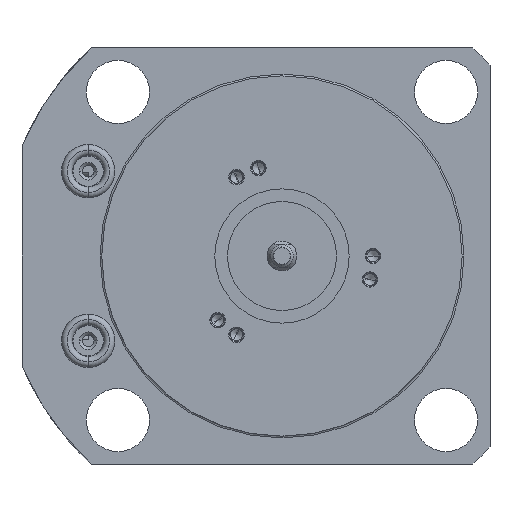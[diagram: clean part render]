
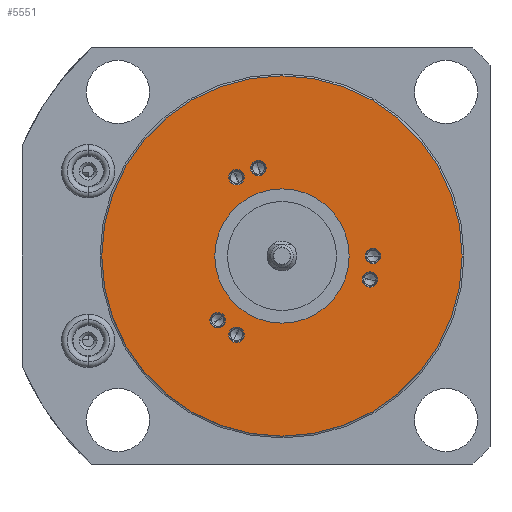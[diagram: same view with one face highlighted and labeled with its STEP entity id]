
A CAD part, front view. The second image highlights one B-rep face of the part: STEP entity #5551.
In plain terms, the highlighted planar face has unit normal (0, -1, 0).
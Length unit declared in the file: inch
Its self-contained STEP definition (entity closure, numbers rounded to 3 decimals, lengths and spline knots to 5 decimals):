
#2245=CARTESIAN_POINT('',(0.,0.,0.));
#2246=DIRECTION('',(0.,-1.,0.));
#2247=DIRECTION('',(0.,0.,1.));
#2248=AXIS2_PLACEMENT_3D('',#2245,#2246,#2247);
#2253=CARTESIAN_POINT('',(0.,0.,0.));
#2254=DIRECTION('',(0.,-1.,0.));
#2255=DIRECTION('',(0.,0.,-1.));
#2256=AXIS2_PLACEMENT_3D('',#2253,#2254,#2255);
#2277=CARTESIAN_POINT('',(0.765,0.,0.));
#2278=DIRECTION('',(0.,-1.,0.));
#2279=DIRECTION('',(-1.,0.,0.));
#2280=AXIS2_PLACEMENT_3D('',#2277,#2278,#2279);
#2285=CARTESIAN_POINT('',(0.765,0.,0.));
#2286=DIRECTION('',(0.,-1.,0.));
#2287=DIRECTION('',(1.,0.,0.));
#2288=AXIS2_PLACEMENT_3D('',#2285,#2286,#2287);
#2293=CARTESIAN_POINT('',(0.73893,0.,-0.198));
#2294=DIRECTION('',(0.,-1.,0.));
#2295=DIRECTION('',(-0.966,0.,0.259));
#2296=AXIS2_PLACEMENT_3D('',#2293,#2294,#2295);
#2301=CARTESIAN_POINT('',(0.73893,0.,-0.198));
#2302=DIRECTION('',(0.,-1.,0.));
#2303=DIRECTION('',(0.966,0.,-0.259));
#2304=AXIS2_PLACEMENT_3D('',#2301,#2302,#2303);
#2309=CARTESIAN_POINT('',(-0.3825,0.,-0.66251));
#2310=DIRECTION('',(0.,-1.,0.));
#2311=DIRECTION('',(0.5,0.,0.866));
#2312=AXIS2_PLACEMENT_3D('',#2309,#2310,#2311);
#2317=CARTESIAN_POINT('',(-0.3825,0.,-0.66251));
#2318=DIRECTION('',(0.,-1.,0.));
#2319=DIRECTION('',(-0.5,0.,-0.866));
#2320=AXIS2_PLACEMENT_3D('',#2317,#2318,#2319);
#2325=CARTESIAN_POINT('',(-0.54094,0.,-0.54094));
#2326=DIRECTION('',(0.,-1.,0.));
#2327=DIRECTION('',(0.707,0.,0.707));
#2328=AXIS2_PLACEMENT_3D('',#2325,#2326,#2327);
#2333=CARTESIAN_POINT('',(-0.54094,0.,-0.54094));
#2334=DIRECTION('',(0.,-1.,0.));
#2335=DIRECTION('',(-0.707,0.,-0.707));
#2336=AXIS2_PLACEMENT_3D('',#2333,#2334,#2335);
#2341=CARTESIAN_POINT('',(-0.3825,0.,0.66251));
#2342=DIRECTION('',(0.,-1.,0.));
#2343=DIRECTION('',(0.5,0.,-0.866));
#2344=AXIS2_PLACEMENT_3D('',#2341,#2342,#2343);
#2349=CARTESIAN_POINT('',(-0.3825,0.,0.66251));
#2350=DIRECTION('',(0.,-1.,0.));
#2351=DIRECTION('',(-0.5,0.,0.866));
#2352=AXIS2_PLACEMENT_3D('',#2349,#2350,#2351);
#2357=CARTESIAN_POINT('',(-0.198,0.,0.73893));
#2358=DIRECTION('',(0.,-1.,0.));
#2359=DIRECTION('',(0.259,0.,-0.966));
#2360=AXIS2_PLACEMENT_3D('',#2357,#2358,#2359);
#2365=CARTESIAN_POINT('',(-0.198,0.,0.73893));
#2366=DIRECTION('',(0.,-1.,0.));
#2367=DIRECTION('',(-0.259,0.,0.966));
#2368=AXIS2_PLACEMENT_3D('',#2365,#2366,#2367);
#2389=CARTESIAN_POINT('',(0.,0.,0.));
#2390=DIRECTION('',(0.,1.,0.));
#2391=DIRECTION('',(0.,0.,1.));
#2392=AXIS2_PLACEMENT_3D('',#2389,#2390,#2391);
#2397=CARTESIAN_POINT('',(0.,0.,0.));
#2398=DIRECTION('',(0.,1.,0.));
#2399=DIRECTION('',(0.,0.,-1.));
#2400=AXIS2_PLACEMENT_3D('',#2397,#2398,#2399);
#3249=CARTESIAN_POINT('',(0.,0.,1.5155));
#3250=CARTESIAN_POINT('',(0.,0.,-1.5155));
#3251=VERTEX_POINT('',#3249);
#3252=VERTEX_POINT('',#3250);
#3621=CARTESIAN_POINT('',(0.7,0.,0.));
#3622=CARTESIAN_POINT('',(0.83,0.,0.));
#3623=VERTEX_POINT('',#3621);
#3624=VERTEX_POINT('',#3622);
#3635=CARTESIAN_POINT('',(0.67615,0.,-0.18117));
#3636=VERTEX_POINT('',#3635);
#3637=CARTESIAN_POINT('',(0.80172,0.,-0.21482));
#3638=VERTEX_POINT('',#3637);
#3649=CARTESIAN_POINT('',(-0.35,0.,-0.60622));
#3650=VERTEX_POINT('',#3649);
#3651=CARTESIAN_POINT('',(-0.415,0.,-0.7188));
#3652=VERTEX_POINT('',#3651);
#3663=CARTESIAN_POINT('',(-0.49497,0.,-0.49497));
#3664=VERTEX_POINT('',#3663);
#3665=CARTESIAN_POINT('',(-0.5869,0.,-0.5869));
#3666=VERTEX_POINT('',#3665);
#3677=CARTESIAN_POINT('',(-0.35,0.,0.60622));
#3678=VERTEX_POINT('',#3677);
#3679=CARTESIAN_POINT('',(-0.415,0.,0.7188));
#3680=VERTEX_POINT('',#3679);
#3691=CARTESIAN_POINT('',(-0.18117,0.,0.67615));
#3692=VERTEX_POINT('',#3691);
#3693=CARTESIAN_POINT('',(-0.21482,0.,0.80172));
#3694=VERTEX_POINT('',#3693);
#3707=CARTESIAN_POINT('',(0.,0.,0.565));
#3708=CARTESIAN_POINT('',(0.,0.,-0.565));
#3709=VERTEX_POINT('',#3707);
#3710=VERTEX_POINT('',#3708);
#5500=CARTESIAN_POINT('',(0.,0.,0.));
#5501=DIRECTION('',(0.,1.,0.));
#5502=DIRECTION('',(0.,0.,1.));
#5503=AXIS2_PLACEMENT_3D('',#5500,#5501,#5502);
#5504=PLANE('',#5503);
#5505=ORIENTED_EDGE('',*,*,#5480,.F.);
#5506=ORIENTED_EDGE('',*,*,#5494,.F.);
#5507=EDGE_LOOP('',(#5505,#5506));
#5508=FACE_OUTER_BOUND('',#5507,.F.);
#5510=ORIENTED_EDGE('',*,*,#5509,.T.);
#5512=ORIENTED_EDGE('',*,*,#5511,.T.);
#5513=EDGE_LOOP('',(#5510,#5512));
#5514=FACE_BOUND('',#5513,.F.);
#5516=ORIENTED_EDGE('',*,*,#5515,.T.);
#5518=ORIENTED_EDGE('',*,*,#5517,.T.);
#5519=EDGE_LOOP('',(#5516,#5518));
#5520=FACE_BOUND('',#5519,.F.);
#5522=ORIENTED_EDGE('',*,*,#5521,.T.);
#5524=ORIENTED_EDGE('',*,*,#5523,.T.);
#5525=EDGE_LOOP('',(#5522,#5524));
#5526=FACE_BOUND('',#5525,.F.);
#5528=ORIENTED_EDGE('',*,*,#5527,.T.);
#5530=ORIENTED_EDGE('',*,*,#5529,.T.);
#5531=EDGE_LOOP('',(#5528,#5530));
#5532=FACE_BOUND('',#5531,.F.);
#5534=ORIENTED_EDGE('',*,*,#5533,.T.);
#5536=ORIENTED_EDGE('',*,*,#5535,.T.);
#5537=EDGE_LOOP('',(#5534,#5536));
#5538=FACE_BOUND('',#5537,.F.);
#5540=ORIENTED_EDGE('',*,*,#5539,.T.);
#5542=ORIENTED_EDGE('',*,*,#5541,.T.);
#5543=EDGE_LOOP('',(#5540,#5542));
#5544=FACE_BOUND('',#5543,.F.);
#5546=ORIENTED_EDGE('',*,*,#5545,.F.);
#5548=ORIENTED_EDGE('',*,*,#5547,.F.);
#5549=EDGE_LOOP('',(#5546,#5548));
#5550=FACE_BOUND('',#5549,.F.);
#2249=CIRCLE('',#2248,1.5155);
#2257=CIRCLE('',#2256,1.5155);
#2281=CIRCLE('',#2280,0.065);
#2289=CIRCLE('',#2288,0.065);
#2297=CIRCLE('',#2296,0.065);
#2305=CIRCLE('',#2304,0.065);
#2313=CIRCLE('',#2312,0.065);
#2321=CIRCLE('',#2320,0.065);
#2329=CIRCLE('',#2328,0.065);
#2337=CIRCLE('',#2336,0.065);
#2345=CIRCLE('',#2344,0.065);
#2353=CIRCLE('',#2352,0.065);
#2361=CIRCLE('',#2360,0.065);
#2369=CIRCLE('',#2368,0.065);
#2393=CIRCLE('',#2392,0.565);
#2401=CIRCLE('',#2400,0.565);
#5480=EDGE_CURVE('',#3251,#3252,#2249,.T.);
#5494=EDGE_CURVE('',#3252,#3251,#2257,.T.);
#5509=EDGE_CURVE('',#3623,#3624,#2281,.T.);
#5511=EDGE_CURVE('',#3624,#3623,#2289,.T.);
#5515=EDGE_CURVE('',#3636,#3638,#2297,.T.);
#5517=EDGE_CURVE('',#3638,#3636,#2305,.T.);
#5521=EDGE_CURVE('',#3650,#3652,#2313,.T.);
#5523=EDGE_CURVE('',#3652,#3650,#2321,.T.);
#5527=EDGE_CURVE('',#3664,#3666,#2329,.T.);
#5529=EDGE_CURVE('',#3666,#3664,#2337,.T.);
#5533=EDGE_CURVE('',#3678,#3680,#2345,.T.);
#5535=EDGE_CURVE('',#3680,#3678,#2353,.T.);
#5539=EDGE_CURVE('',#3692,#3694,#2361,.T.);
#5541=EDGE_CURVE('',#3694,#3692,#2369,.T.);
#5545=EDGE_CURVE('',#3709,#3710,#2393,.T.);
#5547=EDGE_CURVE('',#3710,#3709,#2401,.T.);
#5551=ADVANCED_FACE('',(#5508,#5514,#5520,#5526,#5532,#5538,#5544,#5550),#5504,
.F.);
